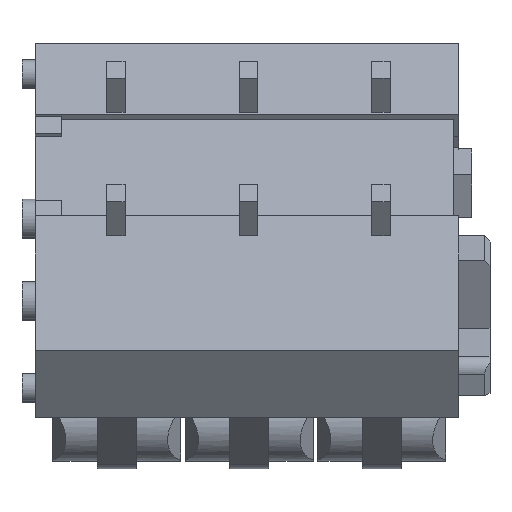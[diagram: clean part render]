
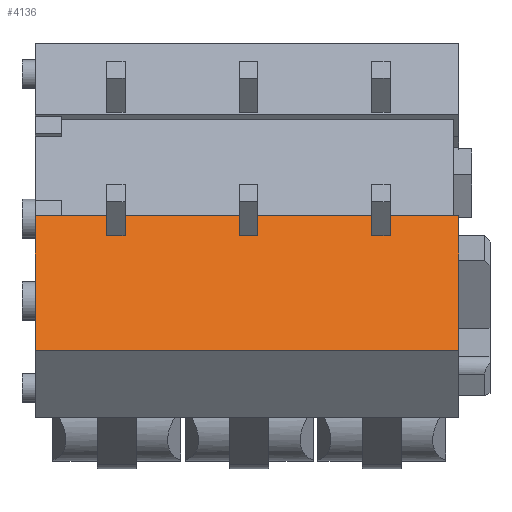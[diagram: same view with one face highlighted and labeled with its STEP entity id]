
A CAD part, front view. The second image highlights one B-rep face of the part: STEP entity #4136.
In plain terms, the highlighted planar face has unit normal (0, -0.945, 0.326).
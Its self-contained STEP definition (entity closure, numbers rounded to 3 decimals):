
#448=DIRECTION('',(0.,-0.326,-0.945));
#449=VECTOR('',#448,5.45);
#450=CARTESIAN_POINT('',(8.12,-2.283,-6.623));
#451=LINE('',#450,#449);
#500=DIRECTION('',(-1.,0.,0.));
#501=VECTOR('',#500,16.24);
#502=CARTESIAN_POINT('',(8.12,-2.283,-6.623));
#503=LINE('',#502,#501);
#544=DIRECTION('',(0.,-0.326,-0.945));
#545=VECTOR('',#544,5.45);
#546=CARTESIAN_POINT('',(-8.12,-2.283,-6.623));
#547=LINE('',#546,#545);
#684=DIRECTION('',(0.,-0.326,-0.945));
#685=VECTOR('',#684,0.7);
#686=CARTESIAN_POINT('',(4.79,-2.315,-6.718));
#687=LINE('',#686,#685);
#688=DIRECTION('',(1.,0.,0.));
#689=VECTOR('',#688,0.7);
#690=CARTESIAN_POINT('',(4.79,-2.544,-7.38));
#691=LINE('',#690,#689);
#692=DIRECTION('',(0.,0.326,0.945));
#693=VECTOR('',#692,0.7);
#694=CARTESIAN_POINT('',(5.49,-2.544,-7.38));
#695=LINE('',#694,#693);
#696=DIRECTION('',(-1.,0.,0.));
#697=VECTOR('',#696,0.7);
#698=CARTESIAN_POINT('',(5.49,-2.315,-6.718));
#699=LINE('',#698,#697);
#716=DIRECTION('',(0.,-0.326,-0.945));
#717=VECTOR('',#716,0.7);
#718=CARTESIAN_POINT('',(-0.29,-2.315,-6.718));
#719=LINE('',#718,#717);
#720=DIRECTION('',(1.,0.,0.));
#721=VECTOR('',#720,0.7);
#722=CARTESIAN_POINT('',(-0.29,-2.544,-7.38));
#723=LINE('',#722,#721);
#724=DIRECTION('',(0.,0.326,0.945));
#725=VECTOR('',#724,0.7);
#726=CARTESIAN_POINT('',(0.41,-2.544,-7.38));
#727=LINE('',#726,#725);
#728=DIRECTION('',(-1.,0.,0.));
#729=VECTOR('',#728,0.7);
#730=CARTESIAN_POINT('',(0.41,-2.315,-6.718));
#731=LINE('',#730,#729);
#748=DIRECTION('',(0.,-0.326,-0.945));
#749=VECTOR('',#748,0.7);
#750=CARTESIAN_POINT('',(-5.37,-2.315,-6.718));
#751=LINE('',#750,#749);
#752=DIRECTION('',(1.,0.,0.));
#753=VECTOR('',#752,0.7);
#754=CARTESIAN_POINT('',(-5.37,-2.544,-7.38));
#755=LINE('',#754,#753);
#756=DIRECTION('',(0.,0.326,0.945));
#757=VECTOR('',#756,0.7);
#758=CARTESIAN_POINT('',(-4.67,-2.544,-7.38));
#759=LINE('',#758,#757);
#760=DIRECTION('',(-1.,0.,0.));
#761=VECTOR('',#760,0.7);
#762=CARTESIAN_POINT('',(-4.67,-2.315,-6.718));
#763=LINE('',#762,#761);
#764=DIRECTION('',(1.,0.,0.));
#765=VECTOR('',#764,16.24);
#766=CARTESIAN_POINT('',(-8.12,-4.059,-11.776));
#767=LINE('',#766,#765);
#2623=CARTESIAN_POINT('',(-8.12,-4.059,-11.776));
#2625=VERTEX_POINT('',#2623);
#2633=CARTESIAN_POINT('',(8.12,-4.059,-11.776));
#2635=VERTEX_POINT('',#2633);
#2703=CARTESIAN_POINT('',(8.12,-2.283,-6.623));
#2705=VERTEX_POINT('',#2703);
#2733=CARTESIAN_POINT('',(-8.12,-2.283,-6.623));
#2734=VERTEX_POINT('',#2733);
#2931=CARTESIAN_POINT('',(4.79,-2.315,-6.718));
#2932=CARTESIAN_POINT('',(4.79,-2.544,-7.38));
#2933=VERTEX_POINT('',#2931);
#2934=VERTEX_POINT('',#2932);
#2935=CARTESIAN_POINT('',(5.49,-2.544,-7.38));
#2936=VERTEX_POINT('',#2935);
#2937=CARTESIAN_POINT('',(5.49,-2.315,-6.718));
#2938=VERTEX_POINT('',#2937);
#3055=CARTESIAN_POINT('',(-0.29,-2.315,-6.718));
#3056=VERTEX_POINT('',#3055);
#3057=CARTESIAN_POINT('',(-0.29,-2.544,-7.38));
#3058=VERTEX_POINT('',#3057);
#3059=CARTESIAN_POINT('',(0.41,-2.544,-7.38));
#3060=VERTEX_POINT('',#3059);
#3061=CARTESIAN_POINT('',(0.41,-2.315,-6.718));
#3062=VERTEX_POINT('',#3061);
#3318=CARTESIAN_POINT('',(-5.37,-2.315,-6.718));
#3319=VERTEX_POINT('',#3318);
#3320=CARTESIAN_POINT('',(-5.37,-2.544,-7.38));
#3321=VERTEX_POINT('',#3320);
#3322=CARTESIAN_POINT('',(-4.67,-2.544,-7.38));
#3323=VERTEX_POINT('',#3322);
#3324=CARTESIAN_POINT('',(-4.67,-2.315,-6.718));
#3325=VERTEX_POINT('',#3324);
#4094=CARTESIAN_POINT('',(-8.12,0.,0.));
#4095=DIRECTION('',(0.,-0.945,0.326));
#4096=DIRECTION('',(0.,-0.326,-0.945));
#4097=AXIS2_PLACEMENT_3D('',#4094,#4095,#4096);
#4098=PLANE('',#4097);
#4099=ORIENTED_EDGE('',*,*,#3963,.F.);
#4100=ORIENTED_EDGE('',*,*,#3918,.T.);
#4102=ORIENTED_EDGE('',*,*,#4101,.F.);
#4103=ORIENTED_EDGE('',*,*,#4017,.F.);
#4104=EDGE_LOOP('',(#4099,#4100,#4102,#4103));
#4105=FACE_OUTER_BOUND('',#4104,.F.);
#4107=ORIENTED_EDGE('',*,*,#4106,.T.);
#4109=ORIENTED_EDGE('',*,*,#4108,.T.);
#4111=ORIENTED_EDGE('',*,*,#4110,.T.);
#4113=ORIENTED_EDGE('',*,*,#4112,.T.);
#4114=EDGE_LOOP('',(#4107,#4109,#4111,#4113));
#4115=FACE_BOUND('',#4114,.F.);
#4117=ORIENTED_EDGE('',*,*,#4116,.T.);
#4119=ORIENTED_EDGE('',*,*,#4118,.T.);
#4121=ORIENTED_EDGE('',*,*,#4120,.T.);
#4123=ORIENTED_EDGE('',*,*,#4122,.T.);
#4124=EDGE_LOOP('',(#4117,#4119,#4121,#4123));
#4125=FACE_BOUND('',#4124,.F.);
#4127=ORIENTED_EDGE('',*,*,#4126,.T.);
#4129=ORIENTED_EDGE('',*,*,#4128,.T.);
#4131=ORIENTED_EDGE('',*,*,#4130,.T.);
#4133=ORIENTED_EDGE('',*,*,#4132,.T.);
#4134=EDGE_LOOP('',(#4127,#4129,#4131,#4133));
#4135=FACE_BOUND('',#4134,.F.);
#3918=EDGE_CURVE('',#2705,#2635,#451,.T.);
#3963=EDGE_CURVE('',#2705,#2734,#503,.T.);
#4017=EDGE_CURVE('',#2734,#2625,#547,.T.);
#4101=EDGE_CURVE('',#2625,#2635,#767,.T.);
#4106=EDGE_CURVE('',#2933,#2934,#687,.T.);
#4108=EDGE_CURVE('',#2934,#2936,#691,.T.);
#4110=EDGE_CURVE('',#2936,#2938,#695,.T.);
#4112=EDGE_CURVE('',#2938,#2933,#699,.T.);
#4116=EDGE_CURVE('',#3056,#3058,#719,.T.);
#4118=EDGE_CURVE('',#3058,#3060,#723,.T.);
#4120=EDGE_CURVE('',#3060,#3062,#727,.T.);
#4122=EDGE_CURVE('',#3062,#3056,#731,.T.);
#4126=EDGE_CURVE('',#3319,#3321,#751,.T.);
#4128=EDGE_CURVE('',#3321,#3323,#755,.T.);
#4130=EDGE_CURVE('',#3323,#3325,#759,.T.);
#4132=EDGE_CURVE('',#3325,#3319,#763,.T.);
#4136=ADVANCED_FACE('',(#4105,#4115,#4125,#4135),#4098,.T.);
